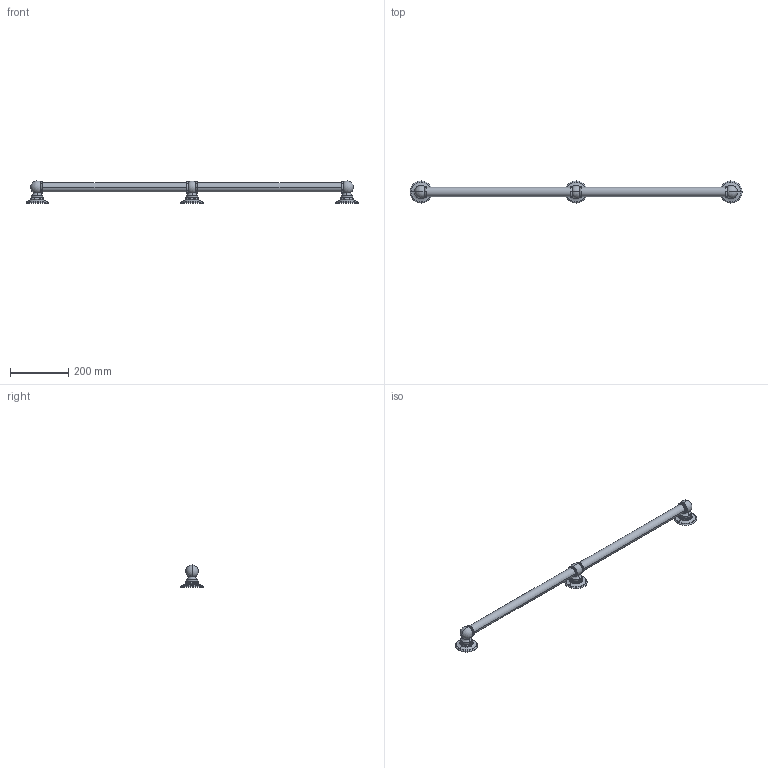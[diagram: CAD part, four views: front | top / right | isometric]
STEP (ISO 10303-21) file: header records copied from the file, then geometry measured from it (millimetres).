
FILE_DESCRIPTION((''),'2;1');
FILE_NAME('4566','2021-07-13T12:31:32',('jinson.thomas'),(''),'CREO PARAMETRIC BY PTC INC, 2018400','CREO PARAMETRIC BY PTC INC, 2018400','');
FILE_SCHEMA(('CONFIG_CONTROL_DESIGN'));
Length unit declared in the file: inch
Products named in the file (1): 4566
Bounding box: 1143 x 76.2 x 75.84 mm (x, y, z)
Volume: 1112729.4 mm3; surface area: 155507.9 mm2
Topology: 1 solids, 1 shells, 177 faces, 371 edges, 214 vertices
Faces by surface type: torus 74, cylinder 70, plane 26, sphere 6, bspline 1
Entity records: 4819 total; most frequent: DIRECTION 1009, CARTESIAN_POINT 787, ORIENTED_EDGE 734, AXIS2_PLACEMENT_3D 468, EDGE_CURVE 367, CIRCLE 292, VERTEX_POINT 214, EDGE_LOOP 199
